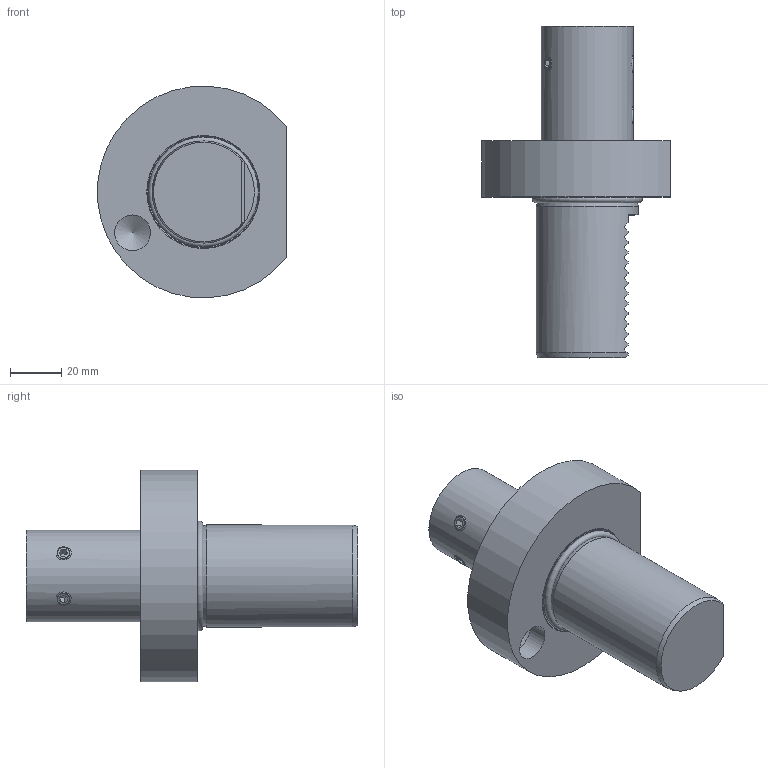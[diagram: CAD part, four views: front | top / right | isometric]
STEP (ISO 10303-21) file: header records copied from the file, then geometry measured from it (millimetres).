
FILE_DESCRIPTION (( 'STEP AP214' ), '1' );
FILE_NAME ('A_E1-40X16.STEP', '2020-12-23T08:54:10', ( '' ), ( '' ), 'SwSTEP 2.0', 'SolidWorks 2016', '' );
FILE_SCHEMA (( 'AUTOMOTIVE_DESIGN' ));
Length unit declared in the file: millimetre
Products named in the file (1): A_E1-40X16
Bounding box: 73.86 x 130 x 82.91 mm (x, y, z)
Surface area: 33164.7 mm2 (no closed solid volume)
Topology: 0 solids, 16 shells, 128 faces, 431 edges, 322 vertices
Faces by surface type: plane 91, cylinder 25, cone 8, torus 2, bspline 2
Full cylindrical faces by diameter (mm): 3 x1, 9 x2, 10.132 x1, 14 x1, 16 x1, 36 x1, 40 x1
Entity records: 6806 total; most frequent: CARTESIAN_POINT 1965, ORIENTED_EDGE 669, DIRECTION 618, EDGE_CURVE 410, VERTEX_POINT 318, LINE 254, VECTOR 254, AXIS2_PLACEMENT_3D 182
